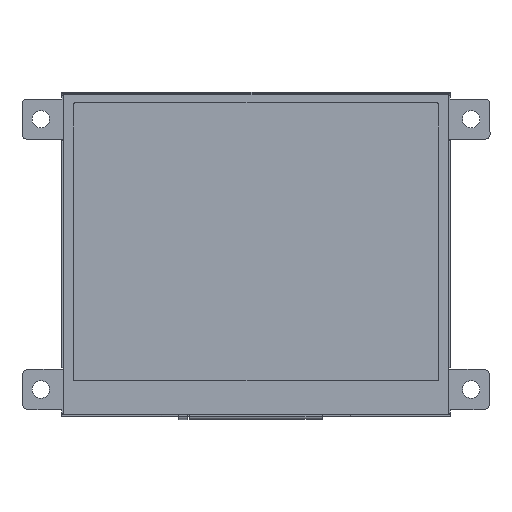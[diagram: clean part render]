
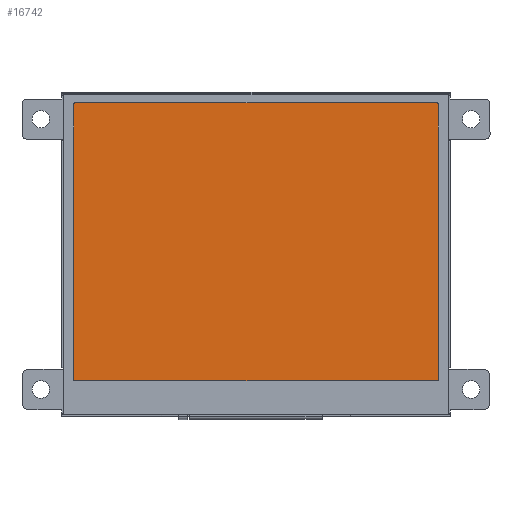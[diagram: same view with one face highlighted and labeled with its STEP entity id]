
A CAD part, top view. The second image highlights one B-rep face of the part: STEP entity #16742.
In plain terms, the highlighted planar face has unit normal (0, 0, 1).
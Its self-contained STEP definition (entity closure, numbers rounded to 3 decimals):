
#1624=FACE_OUTER_BOUND('',#2583,.T.);
#2583=EDGE_LOOP('',(#11379,#11380,#11381,#11382,#11383,#11384,#11385,#11386));
#3570=LINE('',#25821,#5541);
#3571=LINE('',#25825,#5542);
#3572=LINE('',#25829,#5543);
#3573=LINE('',#25832,#5544);
#5541=VECTOR('',#20561,10.);
#5542=VECTOR('',#20564,10.);
#5543=VECTOR('',#20567,10.);
#5544=VECTOR('',#20570,10.);
#7512=CIRCLE('',#18908,0.2);
#7513=CIRCLE('',#18909,0.2);
#7514=CIRCLE('',#18910,0.2);
#7515=CIRCLE('',#18911,0.2);
#7732=VERTEX_POINT('',#25817);
#7733=VERTEX_POINT('',#25818);
#7734=VERTEX_POINT('',#25820);
#7735=VERTEX_POINT('',#25822);
#7736=VERTEX_POINT('',#25824);
#7737=VERTEX_POINT('',#25826);
#7738=VERTEX_POINT('',#25828);
#7739=VERTEX_POINT('',#25830);
#9186=EDGE_CURVE('',#7732,#7733,#7512,.T.);
#9187=EDGE_CURVE('',#7734,#7732,#3570,.T.);
#9188=EDGE_CURVE('',#7735,#7734,#7513,.T.);
#9189=EDGE_CURVE('',#7736,#7735,#3571,.T.);
#9190=EDGE_CURVE('',#7737,#7736,#7514,.T.);
#9191=EDGE_CURVE('',#7738,#7737,#3572,.T.);
#9192=EDGE_CURVE('',#7739,#7738,#7515,.T.);
#9193=EDGE_CURVE('',#7733,#7739,#3573,.T.);
#11379=ORIENTED_EDGE('',*,*,#9186,.F.);
#11380=ORIENTED_EDGE('',*,*,#9187,.F.);
#11381=ORIENTED_EDGE('',*,*,#9188,.F.);
#11382=ORIENTED_EDGE('',*,*,#9189,.F.);
#11383=ORIENTED_EDGE('',*,*,#9190,.F.);
#11384=ORIENTED_EDGE('',*,*,#9191,.F.);
#11385=ORIENTED_EDGE('',*,*,#9192,.F.);
#11386=ORIENTED_EDGE('',*,*,#9193,.F.);
#15765=PLANE('',#18907);
#16742=ADVANCED_FACE('',(#1624),#15765,.T.);
#18907=AXIS2_PLACEMENT_3D('',#25816,#20557,#20558);
#18908=AXIS2_PLACEMENT_3D('',#25819,#20559,#20560);
#18909=AXIS2_PLACEMENT_3D('',#25823,#20562,#20563);
#18910=AXIS2_PLACEMENT_3D('',#25827,#20565,#20566);
#18911=AXIS2_PLACEMENT_3D('',#25831,#20568,#20569);
#20557=DIRECTION('center_axis',(0.,0.,1.));
#20558=DIRECTION('ref_axis',(1.,0.,0.));
#20559=DIRECTION('center_axis',(0.,0.,-1.));
#20560=DIRECTION('ref_axis',(0.,-1.,0.));
#20561=DIRECTION('',(0.,-1.,0.));
#20562=DIRECTION('center_axis',(0.,0.,-1.));
#20563=DIRECTION('ref_axis',(1.,0.,0.));
#20564=DIRECTION('',(1.,0.,0.));
#20565=DIRECTION('center_axis',(0.,0.,-1.));
#20566=DIRECTION('ref_axis',(0.,1.,0.));
#20567=DIRECTION('',(0.,1.,0.));
#20568=DIRECTION('center_axis',(0.,0.,-1.));
#20569=DIRECTION('ref_axis',(-1.,0.,0.));
#20570=DIRECTION('',(-1.,0.,0.));
#25816=CARTESIAN_POINT('Origin',(2495.859,2238.845,2.85));
#25817=CARTESIAN_POINT('',(2532.259,2211.295,2.85));
#25818=CARTESIAN_POINT('',(2532.059,2211.095,2.85));
#25819=CARTESIAN_POINT('Origin',(2532.059,2211.295,2.85));
#25820=CARTESIAN_POINT('',(2532.259,2266.395,2.85));
#25821=CARTESIAN_POINT('',(2532.259,2225.07,2.85));
#25822=CARTESIAN_POINT('',(2532.059,2266.595,2.85));
#25823=CARTESIAN_POINT('Origin',(2532.059,2266.395,2.85));
#25824=CARTESIAN_POINT('',(2459.659,2266.595,2.85));
#25825=CARTESIAN_POINT('',(2513.959,2266.595,2.85));
#25826=CARTESIAN_POINT('',(2459.459,2266.395,2.85));
#25827=CARTESIAN_POINT('Origin',(2459.659,2266.395,2.85));
#25828=CARTESIAN_POINT('',(2459.459,2211.295,2.85));
#25829=CARTESIAN_POINT('',(2459.459,2252.62,2.85));
#25830=CARTESIAN_POINT('',(2459.659,2211.095,2.85));
#25831=CARTESIAN_POINT('Origin',(2459.659,2211.295,2.85));
#25832=CARTESIAN_POINT('',(2477.759,2211.095,2.85));
